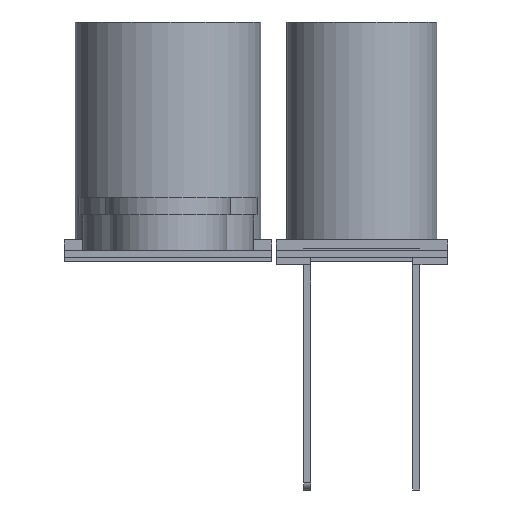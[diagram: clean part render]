
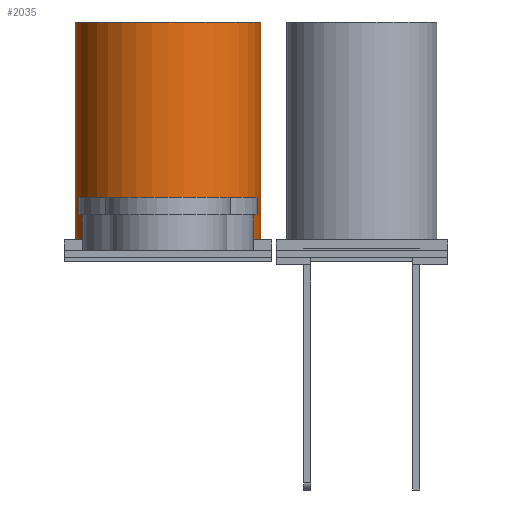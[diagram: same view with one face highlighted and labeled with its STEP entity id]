
A CAD part, left-side view. The second image highlights one B-rep face of the part: STEP entity #2035.
In plain terms, the highlighted cylindrical face has radius 26 mm (diameter 52 mm), a full revolution.
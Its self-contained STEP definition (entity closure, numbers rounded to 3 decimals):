
#1985=CARTESIAN_POINT('',(2.5,56.778,64.));
#1986=DIRECTION('',(0.,0.,-1.));
#1987=DIRECTION('',(-1.,0.,0.));
#1988=AXIS2_PLACEMENT_3D('',#1985,#1986,#1987);
#1989=CYLINDRICAL_SURFACE('',#1988,26.);
#1990=CARTESIAN_POINT('',(-23.5,56.778,0.));
#1991=VERTEX_POINT('',#1990);
#1992=CARTESIAN_POINT('',(-23.5,56.778,64.));
#1993=VERTEX_POINT('',#1992);
#1994=CARTESIAN_POINT('',(-23.5,56.778,0.));
#1995=DIRECTION('',(-0.,-0.,1.));
#1996=VECTOR('',#1995,64.);
#1997=LINE('',#1994,#1996);
#1998=EDGE_CURVE('',#1991,#1993,#1997,.T.);
#1999=ORIENTED_EDGE('',*,*,#1998,.T.);
#2000=CARTESIAN_POINT('',(28.5,56.778,64.));
#2001=VERTEX_POINT('',#2000);
#2002=CARTESIAN_POINT('',(2.5,56.778,64.));
#2003=DIRECTION('',(0.,0.,1.));
#2004=DIRECTION('',(1.,0.,-0.));
#2005=AXIS2_PLACEMENT_3D('',#2002,#2003,#2004);
#2006=CIRCLE('',#2005,26.);
#2007=EDGE_CURVE('',#2001,#1993,#2006,.T.);
#2008=ORIENTED_EDGE('',*,*,#2007,.F.);
#2009=CARTESIAN_POINT('',(2.5,56.778,64.));
#2010=DIRECTION('',(0.,0.,1.));
#2011=DIRECTION('',(1.,0.,-0.));
#2012=AXIS2_PLACEMENT_3D('',#2009,#2010,#2011);
#2013=CIRCLE('',#2012,26.);
#2014=EDGE_CURVE('',#1993,#2001,#2013,.T.);
#2015=ORIENTED_EDGE('',*,*,#2014,.F.);
#2016=ORIENTED_EDGE('',*,*,#1998,.F.);
#2017=CARTESIAN_POINT('',(28.5,56.778,0.));
#2018=VERTEX_POINT('',#2017);
#2019=CARTESIAN_POINT('',(2.5,56.778,0.));
#2020=DIRECTION('',(0.,0.,1.));
#2021=DIRECTION('',(1.,0.,-0.));
#2022=AXIS2_PLACEMENT_3D('',#2019,#2020,#2021);
#2023=CIRCLE('',#2022,26.);
#2024=EDGE_CURVE('',#1991,#2018,#2023,.T.);
#2025=ORIENTED_EDGE('',*,*,#2024,.T.);
#2026=CARTESIAN_POINT('',(2.5,56.778,0.));
#2027=DIRECTION('',(0.,0.,1.));
#2028=DIRECTION('',(1.,0.,-0.));
#2029=AXIS2_PLACEMENT_3D('',#2026,#2027,#2028);
#2030=CIRCLE('',#2029,26.);
#2031=EDGE_CURVE('',#2018,#1991,#2030,.T.);
#2032=ORIENTED_EDGE('',*,*,#2031,.T.);
#2033=EDGE_LOOP('',(#1999,#2008,#2015,#2016,#2025,#2032));
#2034=FACE_BOUND('',#2033,.T.);
#2035=ADVANCED_FACE('',(#2034),#1989,.T.);
